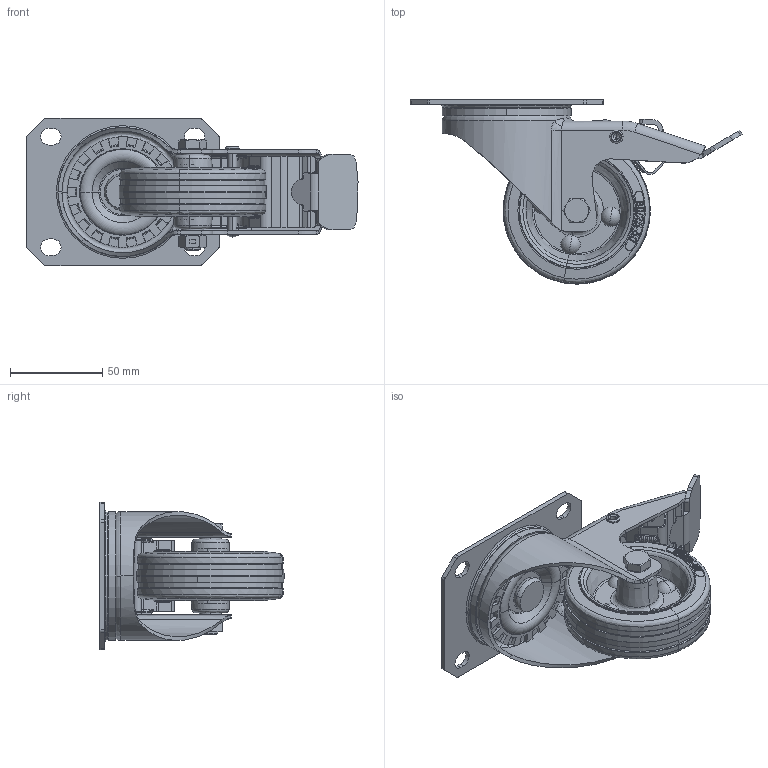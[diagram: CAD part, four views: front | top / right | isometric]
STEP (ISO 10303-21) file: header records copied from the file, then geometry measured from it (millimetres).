
FILE_DESCRIPTION (( 'STEP AP214' ), '1' );
FILE_NAME ('0055965.step', '2023-12-08T08:54:50', ( '' ), ( '' ), 'SwSTEP 2.0', 'SolidWorks 2020', '' );
FILE_SCHEMA (( 'AUTOMOTIVE_DESIGN' ));
Length unit declared in the file: millimetre
Products named in the file (1): 0055965
Bounding box: 180.21 x 100 x 80 mm (x, y, z)
Volume: 170805.3 mm3; surface area: 117578 mm2
Topology: 24 solids, 24 shells, 1449 faces, 3694 edges, 2290 vertices
Faces by surface type: plane 463, cylinder 382, bspline 321, torus 151, cone 128, sphere 4
Entity records: 74539 total; most frequent: CARTESIAN_POINT 25084, ORIENTED_EDGE 7324, DIRECTION 6519, EDGE_CURVE 3662, AXIS2_PLACEMENT_3D 2524, VERTEX_POINT 2290, EDGE_LOOP 1544, UNCERTAINTY_MEASURE_WITH_UNIT 1475
